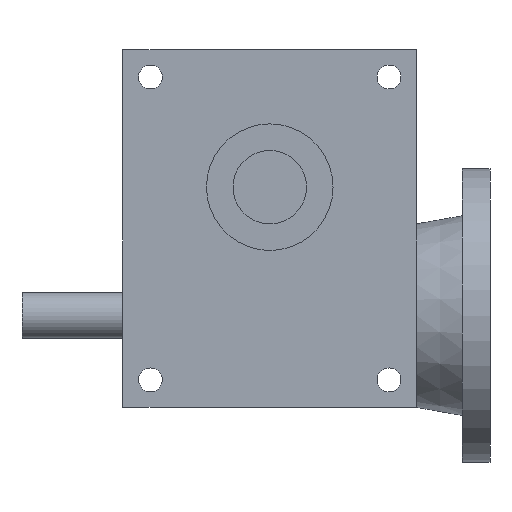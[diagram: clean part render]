
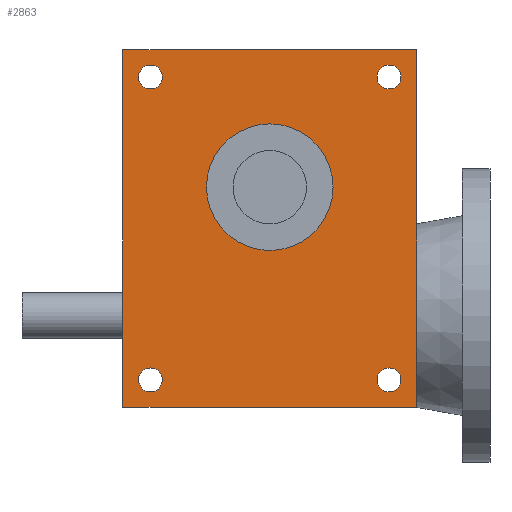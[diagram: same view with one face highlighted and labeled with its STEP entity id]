
A CAD part, front view. The second image highlights one B-rep face of the part: STEP entity #2863.
In plain terms, the highlighted planar face has unit normal (0, -1, 0).
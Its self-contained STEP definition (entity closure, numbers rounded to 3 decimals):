
#149=LINE('',#4336,#377);
#152=LINE('',#4352,#380);
#153=LINE('',#4354,#381);
#154=LINE('',#4356,#382);
#377=VECTOR('',#3525,1000.);
#380=VECTOR('',#3540,1000.);
#381=VECTOR('',#3541,1000.);
#382=VECTOR('',#3542,1000.);
#723=ORIENTED_EDGE('',*,*,#1375,.T.);
#724=ORIENTED_EDGE('',*,*,#1376,.T.);
#725=ORIENTED_EDGE('',*,*,#1377,.T.);
#726=ORIENTED_EDGE('',*,*,#1378,.T.);
#727=ORIENTED_EDGE('',*,*,#1379,.T.);
#728=ORIENTED_EDGE('',*,*,#1380,.T.);
#729=ORIENTED_EDGE('',*,*,#1381,.F.);
#730=ORIENTED_EDGE('',*,*,#1382,.F.);
#731=ORIENTED_EDGE('',*,*,#1372,.T.);
#1372=EDGE_CURVE('',#1724,#1723,#149,.T.);
#1375=EDGE_CURVE('',#1726,#1726,#1976,.T.);
#1376=EDGE_CURVE('',#1727,#1727,#1977,.T.);
#1377=EDGE_CURVE('',#1728,#1728,#1978,.T.);
#1378=EDGE_CURVE('',#1729,#1729,#1979,.T.);
#1379=EDGE_CURVE('',#1730,#1730,#1980,.T.);
#1380=EDGE_CURVE('',#1723,#1731,#152,.T.);
#1381=EDGE_CURVE('',#1732,#1731,#153,.T.);
#1382=EDGE_CURVE('',#1724,#1732,#154,.T.);
#1723=VERTEX_POINT('',#4335);
#1724=VERTEX_POINT('',#4337);
#1726=VERTEX_POINT('',#4343);
#1727=VERTEX_POINT('',#4345);
#1728=VERTEX_POINT('',#4347);
#1729=VERTEX_POINT('',#4349);
#1730=VERTEX_POINT('',#4351);
#1731=VERTEX_POINT('',#4353);
#1732=VERTEX_POINT('',#4355);
#1976=CIRCLE('',#3107,6.5);
#1977=CIRCLE('',#3108,6.5);
#1978=CIRCLE('',#3109,6.5);
#1979=CIRCLE('',#3110,6.5);
#1980=CIRCLE('',#3111,34.5);
#2153=EDGE_LOOP('',(#723));
#2154=EDGE_LOOP('',(#724));
#2155=EDGE_LOOP('',(#725));
#2156=EDGE_LOOP('',(#726));
#2157=EDGE_LOOP('',(#727));
#2158=EDGE_LOOP('',(#728,#729,#730,#731));
#2412=FACE_BOUND('',#2153,.T.);
#2413=FACE_BOUND('',#2154,.T.);
#2414=FACE_BOUND('',#2155,.T.);
#2415=FACE_BOUND('',#2156,.T.);
#2416=FACE_BOUND('',#2157,.T.);
#2417=FACE_BOUND('',#2158,.T.);
#2595=PLANE('',#3106);
#2863=ADVANCED_FACE('',(#2412,#2413,#2414,#2415,#2416,#2417),#2595,.F.);
#3106=AXIS2_PLACEMENT_3D('',#4341,#3528,#3529);
#3107=AXIS2_PLACEMENT_3D('',#4342,#3530,#3531);
#3108=AXIS2_PLACEMENT_3D('',#4344,#3532,#3533);
#3109=AXIS2_PLACEMENT_3D('',#4346,#3534,#3535);
#3110=AXIS2_PLACEMENT_3D('',#4348,#3536,#3537);
#3111=AXIS2_PLACEMENT_3D('',#4350,#3538,#3539);
#3525=DIRECTION('',(0.,0.,-1.));
#3528=DIRECTION('',(0.,1.,0.));
#3529=DIRECTION('',(0.,0.,1.));
#3530=DIRECTION('',(0.,1.,0.));
#3531=DIRECTION('',(1.,0.,0.));
#3532=DIRECTION('',(0.,1.,0.));
#3533=DIRECTION('',(1.,0.,0.));
#3534=DIRECTION('',(0.,1.,0.));
#3535=DIRECTION('',(1.,0.,0.));
#3536=DIRECTION('',(0.,1.,0.));
#3537=DIRECTION('',(1.,0.,0.));
#3538=DIRECTION('',(0.,1.,0.));
#3539=DIRECTION('',(1.,0.,0.));
#3540=DIRECTION('',(1.,0.,0.));
#3541=DIRECTION('',(0.,0.,-1.));
#3542=DIRECTION('',(1.,0.,0.));
#4335=CARTESIAN_POINT('',(-80.,-60.,-97.5));
#4336=CARTESIAN_POINT('',(-80.,-60.,97.5));
#4337=CARTESIAN_POINT('',(-80.,-60.,97.5));
#4341=CARTESIAN_POINT('',(-80.,-60.,97.5));
#4342=CARTESIAN_POINT('',(65.,-60.,82.5));
#4343=CARTESIAN_POINT('',(71.5,-60.,82.5));
#4344=CARTESIAN_POINT('',(-65.,-60.,82.5));
#4345=CARTESIAN_POINT('',(-58.5,-60.,82.5));
#4346=CARTESIAN_POINT('',(-65.,-60.,-82.5));
#4347=CARTESIAN_POINT('',(-58.5,-60.,-82.5));
#4348=CARTESIAN_POINT('',(65.,-60.,-82.5));
#4349=CARTESIAN_POINT('',(71.5,-60.,-82.5));
#4350=CARTESIAN_POINT('',(0.,-60.,22.5));
#4351=CARTESIAN_POINT('',(34.5,-60.,22.5));
#4352=CARTESIAN_POINT('',(-80.,-60.,-97.5));
#4353=CARTESIAN_POINT('',(80.,-60.,-97.5));
#4354=CARTESIAN_POINT('',(80.,-60.,97.5));
#4355=CARTESIAN_POINT('',(80.,-60.,97.5));
#4356=CARTESIAN_POINT('',(-80.,-60.,97.5));
